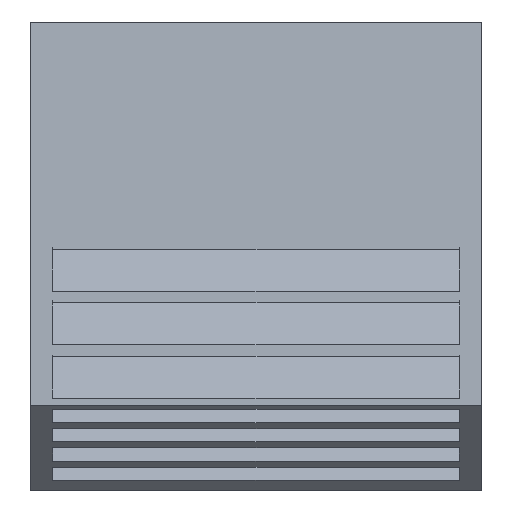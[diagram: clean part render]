
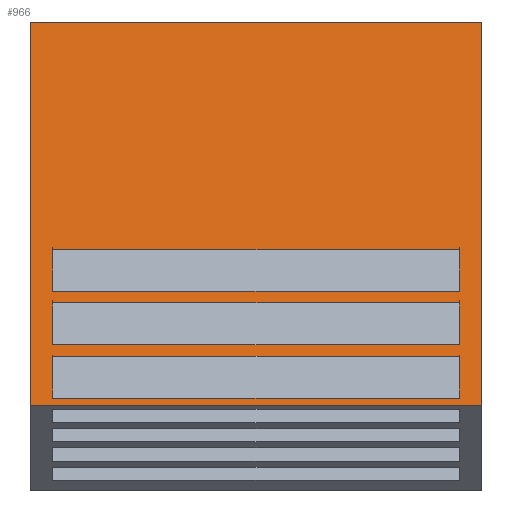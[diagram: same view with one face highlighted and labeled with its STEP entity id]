
A CAD part, front view. The second image highlights one B-rep face of the part: STEP entity #966.
In plain terms, the highlighted planar face has unit normal (0, -0.986, 0.166).
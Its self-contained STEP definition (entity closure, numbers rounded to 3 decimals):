
#612=CARTESIAN_POINT('POINT45',(58.42,-33.172,
   -41.051));
#613=VERTEX_POINT('VERTEX45',#612);
#614=CARTESIAN_POINT('POINT46',(58.42,-35.195,
   -53.09));
#615=VERTEX_POINT('VERTEX46',#614);
#616=CARTESIAN_POINT('POS72',(58.42,-34.805,
   -50.773));
#617=DIRECTION('DIR89',(0.,-0.166,
   -0.986));
#618=VECTOR('VEC55',#617,1.);
#619=LINE('STRAIGHT55',#616,#618);
#620=EDGE_CURVE('EDGE61',#613,#615,#619,.T.);
#638=CARTESIAN_POINT('POINT47',(-58.42,-33.172,
   -41.051));
#639=VERTEX_POINT('VERTEX47',#638);
#640=CARTESIAN_POINT('POS75',(-61.595,-33.172,
   -41.051));
#641=DIRECTION('DIR92',(1.,0.,0.));
#642=VECTOR('VEC58',#641,1.);
#643=LINE('STRAIGHT58',#640,#642);
#644=EDGE_CURVE('EDGE64',#639,#613,#643,.T.);
#662=CARTESIAN_POINT('POINT48',(-58.42,-35.195,
   -53.09));
#663=VERTEX_POINT('VERTEX48',#662);
#664=CARTESIAN_POINT('POS78',(-58.42,-34.805,
   -50.773));
#665=DIRECTION('DIR96',(0.,0.166,
   0.986));
#666=VECTOR('VEC60',#665,1.);
#667=LINE('STRAIGHT60',#664,#666);
#668=EDGE_CURVE('EDGE66',#663,#639,#667,.T.);
#681=CARTESIAN_POINT('POS80',(-61.595,-35.195,
   -53.09));
#682=DIRECTION('DIR98',(-1.,0.,0.));
#683=VECTOR('VEC62',#682,1.);
#684=LINE('STRAIGHT62',#681,#683);
#685=EDGE_CURVE('EDGE68',#615,#663,#684,.T.);
#698=CARTESIAN_POINT('POINT49',(58.42,-30.593,
   -25.699));
#699=VERTEX_POINT('VERTEX49',#698);
#700=CARTESIAN_POINT('POINT50',(58.42,-32.615,
   -37.738));
#701=VERTEX_POINT('VERTEX50',#700);
#702=EDGE_CURVE('EDGE69',#699,#701,#619,.T.);
#720=CARTESIAN_POINT('POINT51',(-58.42,-30.593,
   -25.699));
#721=VERTEX_POINT('VERTEX51',#720);
#722=CARTESIAN_POINT('POS84',(-61.595,-30.593,
   -25.699));
#723=DIRECTION('DIR103',(1.,0.,0.));
#724=VECTOR('VEC65',#723,1.);
#725=LINE('STRAIGHT65',#722,#724);
#726=EDGE_CURVE('EDGE72',#721,#699,#725,.T.);
#744=CARTESIAN_POINT('POINT52',(-58.42,-32.615,
   -37.738));
#745=VERTEX_POINT('VERTEX52',#744);
#746=EDGE_CURVE('EDGE74',#745,#721,#667,.T.);
#759=CARTESIAN_POINT('POS88',(-61.595,-32.615,
   -37.738));
#760=DIRECTION('DIR108',(-1.,0.,0.));
#761=VECTOR('VEC68',#760,1.);
#762=LINE('STRAIGHT68',#759,#761);
#763=EDGE_CURVE('EDGE76',#701,#745,#762,.T.);
#776=CARTESIAN_POINT('POINT53',(58.42,-28.013,
   -10.347));
#777=VERTEX_POINT('VERTEX53',#776);
#778=CARTESIAN_POINT('POINT54',(58.42,-30.036,
   -22.386));
#779=VERTEX_POINT('VERTEX54',#778);
#780=EDGE_CURVE('EDGE77',#777,#779,#619,.T.);
#798=CARTESIAN_POINT('POINT55',(-58.42,-28.013,
   -10.347));
#799=VERTEX_POINT('VERTEX55',#798);
#800=CARTESIAN_POINT('POS92',(-61.595,-28.013,
   -10.347));
#801=DIRECTION('DIR113',(1.,0.,0.));
#802=VECTOR('VEC71',#801,1.);
#803=LINE('STRAIGHT71',#800,#802);
#804=EDGE_CURVE('EDGE80',#799,#777,#803,.T.);
#822=CARTESIAN_POINT('POINT56',(-58.42,-30.036,
   -22.386));
#823=VERTEX_POINT('VERTEX56',#822);
#824=EDGE_CURVE('EDGE82',#823,#799,#667,.T.);
#837=CARTESIAN_POINT('POS96',(-61.595,-30.036,
   -22.386));
#838=DIRECTION('DIR118',(-1.,0.,0.));
#839=VECTOR('VEC74',#838,1.);
#840=LINE('STRAIGHT74',#837,#839);
#841=EDGE_CURVE('EDGE84',#779,#823,#840,.T.);
#880=CARTESIAN_POINT('POINT58',(64.77,-35.56,
   -55.265));
#881=VERTEX_POINT('VERTEX58',#880);
#888=CARTESIAN_POINT('POINT59',(-64.77,-35.56,
   -55.265));
#889=VERTEX_POINT('VERTEX59',#888);
#890=CARTESIAN_POINT('POS99',(-64.77,-35.56,
   -55.265));
#891=DIRECTION('DIR122',(1.,0.,0.));
#892=VECTOR('VEC76',#891,1.);
#893=LINE('STRAIGHT76',#890,#892);
#894=EDGE_CURVE('EDGE86',#889,#881,#893,.T.);
#918=ORIENTED_EDGE('COEDGE161',*,*,#841,.T.);
#919=ORIENTED_EDGE('COEDGE162',*,*,#824,.T.);
#920=ORIENTED_EDGE('COEDGE163',*,*,#804,.T.);
#921=ORIENTED_EDGE('COEDGE164',*,*,#780,.T.);
#922=EDGE_LOOP('NONE',(#918,#919,#920,#921));
#923=FACE_BOUND('LOOP1',#922,.T.);
#924=ORIENTED_EDGE('COEDGE165',*,*,#763,.T.);
#925=ORIENTED_EDGE('COEDGE166',*,*,#746,.T.);
#926=ORIENTED_EDGE('COEDGE167',*,*,#726,.T.);
#927=ORIENTED_EDGE('COEDGE168',*,*,#702,.T.);
#928=EDGE_LOOP('NONE',(#924,#925,#926,#927));
#929=FACE_BOUND('LOOP1',#928,.T.);
#930=ORIENTED_EDGE('COEDGE169',*,*,#685,.T.);
#931=ORIENTED_EDGE('COEDGE170',*,*,#668,.T.);
#932=ORIENTED_EDGE('COEDGE171',*,*,#644,.T.);
#933=ORIENTED_EDGE('COEDGE172',*,*,#620,.T.);
#934=EDGE_LOOP('NONE',(#930,#931,#932,#933));
#935=FACE_BOUND('LOOP1',#934,.T.);
#936=CARTESIAN_POINT('POINT61',(64.77,-17.014,
   55.118));
#937=VERTEX_POINT('VERTEX61',#936);
#938=CARTESIAN_POINT('POS103',(64.77,-17.014,
   55.118));
#939=DIRECTION('DIR127',(0.,0.166,
   0.986));
#940=VECTOR('VEC79',#939,1.);
#941=LINE('STRAIGHT79',#938,#940);
#942=EDGE_CURVE('EDGE89',#881,#937,#941,.T.);
#943=ORIENTED_EDGE('COEDGE173',*,*,#942,.T.);
#944=CARTESIAN_POINT('POINT62',(-64.77,-17.014,
   55.118));
#945=VERTEX_POINT('VERTEX62',#944);
#946=CARTESIAN_POINT('POS104',(-64.77,-17.014,
   55.118));
#947=DIRECTION('DIR128',(1.,0.,0.));
#948=VECTOR('VEC80',#947,1.);
#949=LINE('STRAIGHT80',#946,#948);
#950=EDGE_CURVE('EDGE90',#945,#937,#949,.T.);
#951=ORIENTED_EDGE('COEDGE174',*,*,#950,.F.);
#952=CARTESIAN_POINT('POS105',(-64.77,-17.014,
   55.118));
#953=DIRECTION('DIR129',(0.,-0.166,
   -0.986));
#954=VECTOR('VEC81',#953,1.);
#955=LINE('STRAIGHT81',#952,#954);
#956=EDGE_CURVE('EDGE91',#945,#889,#955,.T.);
#957=ORIENTED_EDGE('COEDGE175',*,*,#956,.T.);
#958=ORIENTED_EDGE('COEDGE176',*,*,#894,.T.);
#959=EDGE_LOOP('NONE',(#943,#951,#957,#958));
#960=FACE_BOUND('LOOP1',#959,.T.);
#961=CARTESIAN_POINT('POS106',(-64.77,-35.56,
   -55.265));
#962=DIRECTION('DIR130',(0.,-0.986,
   0.166));
#963=DIRECTION('DIR131',(1.,0.,0.));
#964=AXIS2_PLACEMENT_3D('AXIS25',#961,#962,#963);
#965=PLANE('PLANE25',#964);
#966=ADVANCED_FACE('FACE37',(#923,#929,#935,#960),#965,.T.);
